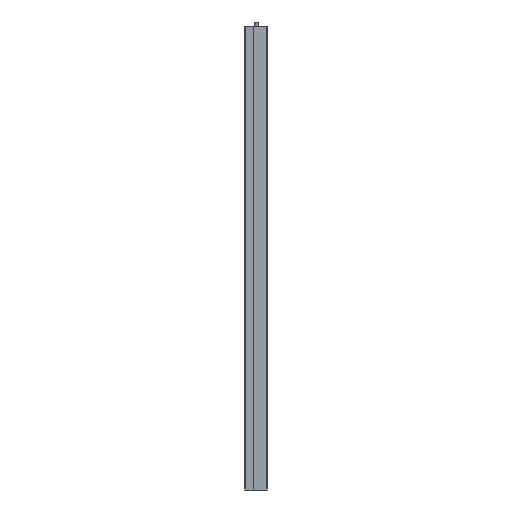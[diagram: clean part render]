
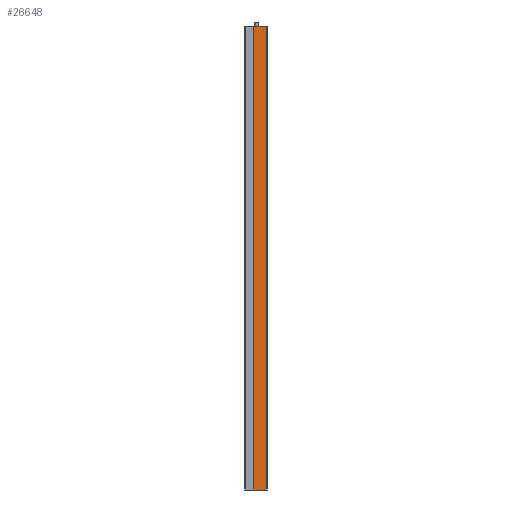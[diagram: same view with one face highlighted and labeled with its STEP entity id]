
A CAD part, left-side view. The second image highlights one B-rep face of the part: STEP entity #26648.
In plain terms, the highlighted planar face has unit normal (-1, 0, 0).
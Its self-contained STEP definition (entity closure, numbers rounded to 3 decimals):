
#4883 = PLANE ( 'NONE',  #13587 ) ;
#7379 = VECTOR ( 'NONE', #11086, 1000. ) ;
#7972 = LINE ( 'NONE', #25608, #15598 ) ;
#8384 = CARTESIAN_POINT ( 'NONE',  ( -10.13, 0., 479.5 ) ) ;
#9350 = CARTESIAN_POINT ( 'NONE',  ( -10.13, 0.3, -479.5 ) ) ;
#10263 = ORIENTED_EDGE ( 'NONE', *, *, #28376, .T. ) ;
#11086 = DIRECTION ( 'NONE',  ( 0., -1., 0. ) ) ;
#11446 = DIRECTION ( 'NONE',  ( 0., 0., -1. ) ) ;
#11695 = CARTESIAN_POINT ( 'NONE',  ( -10.13, 0.3, 479.5 ) ) ;
#13236 = ORIENTED_EDGE ( 'NONE', *, *, #31910, .T. ) ;
#13587 = AXIS2_PLACEMENT_3D ( 'NONE', #26149, #26721, #32341 ) ;
#14311 = CARTESIAN_POINT ( 'NONE',  ( -10.13, 27.938, -479.5 ) ) ;
#15598 = VECTOR ( 'NONE', #11446, 1000. ) ;
#16183 = ORIENTED_EDGE ( 'NONE', *, *, #28870, .T. ) ;
#16966 = CARTESIAN_POINT ( 'NONE',  ( -10.13, 0.3, 479.5 ) ) ;
#17829 = VERTEX_POINT ( 'NONE', #9350 ) ;
#17870 = LINE ( 'NONE', #8384, #7379 ) ;
#18125 = VECTOR ( 'NONE', #22764, 1000. ) ;
#19615 = FACE_OUTER_BOUND ( 'NONE', #27080, .T. ) ;
#22764 = DIRECTION ( 'NONE',  ( 0., 0., 1. ) ) ;
#23154 = LINE ( 'NONE', #16966, #18125 ) ;
#25036 = EDGE_CURVE ( 'NONE', #38054, #30538, #17870, .T. ) ;
#25608 = CARTESIAN_POINT ( 'NONE',  ( -10.13, 27.938, 479.5 ) ) ;
#26149 = CARTESIAN_POINT ( 'NONE',  ( -10.13, 0., 479.5 ) ) ;
#26205 = DIRECTION ( 'NONE',  ( 0., -1., 0. ) ) ;
#26648 = ADVANCED_FACE ( 'NONE', ( #19615 ), #4883, .F. ) ;
#26721 = DIRECTION ( 'NONE',  ( 1., 0., 0. ) ) ;
#26745 = ORIENTED_EDGE ( 'NONE', *, *, #25036, .F. ) ;
#27080 = EDGE_LOOP ( 'NONE', ( #10263, #13236, #26745, #16183 ) ) ;
#28376 = EDGE_CURVE ( 'NONE', #29241, #17829, #29127, .T. ) ;
#28870 = EDGE_CURVE ( 'NONE', #38054, #29241, #7972, .T. ) ;
#29127 = LINE ( 'NONE', #32024, #36529 ) ;
#29241 = VERTEX_POINT ( 'NONE', #14311 ) ;
#30538 = VERTEX_POINT ( 'NONE', #11695 ) ;
#31910 = EDGE_CURVE ( 'NONE', #17829, #30538, #23154, .T. ) ;
#32024 = CARTESIAN_POINT ( 'NONE',  ( -10.13, 0., -479.5 ) ) ;
#32341 = DIRECTION ( 'NONE',  ( 0., 1., 0. ) ) ;
#34630 = CARTESIAN_POINT ( 'NONE',  ( -10.13, 27.938, 479.5 ) ) ;
#36529 = VECTOR ( 'NONE', #26205, 1000. ) ;
#38054 = VERTEX_POINT ( 'NONE', #34630 ) ;
